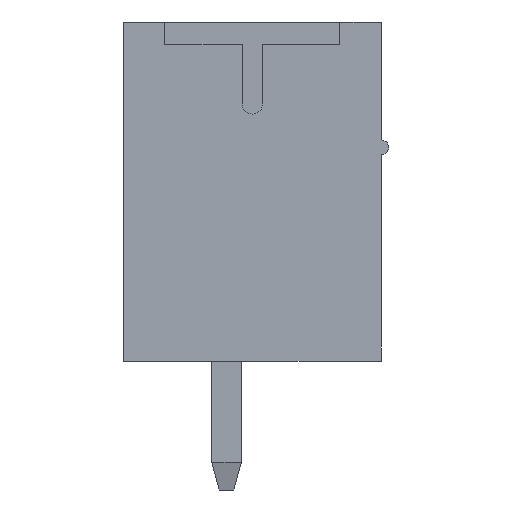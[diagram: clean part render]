
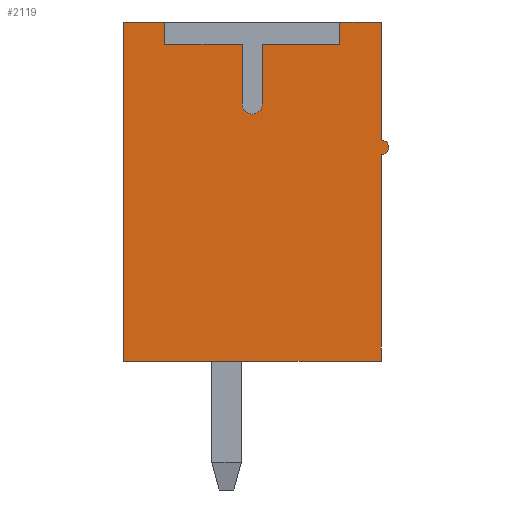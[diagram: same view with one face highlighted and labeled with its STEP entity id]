
A CAD part, left-side view. The second image highlights one B-rep face of the part: STEP entity #2119.
In plain terms, the highlighted planar face has unit normal (-1, 0, 0).
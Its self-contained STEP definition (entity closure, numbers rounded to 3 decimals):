
#2119 = ADVANCED_FACE( '', ( #4789 ), #4790, .F. );
#4789 = FACE_OUTER_BOUND( '', #8133, .T. );
#4790 = PLANE( '', #8134 );
#8133 = EDGE_LOOP( '', ( #13926, #13927, #13928, #13929, #13930, #13931, #13932, #13933, #13934, #13935, #13936, #13937, #13938, #13939 ) );
#8134 = AXIS2_PLACEMENT_3D( '', #13940, #13941, #13942 );
#13926 = ORIENTED_EDGE( '', *, *, #21951, .T. );
#13927 = ORIENTED_EDGE( '', *, *, #22685, .T. );
#13928 = ORIENTED_EDGE( '', *, *, #20631, .T. );
#13929 = ORIENTED_EDGE( '', *, *, #22019, .T. );
#13930 = ORIENTED_EDGE( '', *, *, #22686, .T. );
#13931 = ORIENTED_EDGE( '', *, *, #22687, .T. );
#13932 = ORIENTED_EDGE( '', *, *, #22688, .T. );
#13933 = ORIENTED_EDGE( '', *, *, #22369, .T. );
#13934 = ORIENTED_EDGE( '', *, *, #22412, .T. );
#13935 = ORIENTED_EDGE( '', *, *, #22689, .T. );
#13936 = ORIENTED_EDGE( '', *, *, #22034, .T. );
#13937 = ORIENTED_EDGE( '', *, *, #22690, .T. );
#13938 = ORIENTED_EDGE( '', *, *, #22691, .T. );
#13939 = ORIENTED_EDGE( '', *, *, #21690, .T. );
#13940 = CARTESIAN_POINT( '', ( -46.165, 0., 2.375 ) );
#13941 = DIRECTION( '', ( 1., 0., 0. ) );
#13942 = DIRECTION( '', ( 0., 0., -1. ) );
#20631 = EDGE_CURVE( '', #24774, #24772, #24775, .T. );
#21690 = EDGE_CURVE( '', #26614, #26615, #26616, .F. );
#21951 = EDGE_CURVE( '', #26615, #27047, #27048, .T. );
#22019 = EDGE_CURVE( '', #24772, #27146, #27148, .T. );
#22034 = EDGE_CURVE( '', #27171, #27172, #27173, .T. );
#22369 = EDGE_CURVE( '', #27734, #27732, #27735, .T. );
#22412 = EDGE_CURVE( '', #27732, #27796, #27798, .T. );
#22685 = EDGE_CURVE( '', #27047, #24774, #28223, .T. );
#22686 = EDGE_CURVE( '', #27146, #28224, #28225, .T. );
#22687 = EDGE_CURVE( '', #28224, #28226, #28227, .T. );
#22688 = EDGE_CURVE( '', #28226, #27734, #28228, .T. );
#22689 = EDGE_CURVE( '', #27796, #27171, #28229, .T. );
#22690 = EDGE_CURVE( '', #27172, #28230, #28231, .T. );
#22691 = EDGE_CURVE( '', #28230, #26614, #28232, .T. );
#24772 = VERTEX_POINT( '', #30913 );
#24774 = VERTEX_POINT( '', #30916 );
#24775 = LINE( '', #30917, #30918 );
#26614 = VERTEX_POINT( '', #33567 );
#26615 = VERTEX_POINT( '', #33568 );
#26616 = CIRCLE( '', #33569, 0.2 );
#27047 = VERTEX_POINT( '', #34196 );
#27048 = LINE( '', #34197, #34198 );
#27146 = VERTEX_POINT( '', #34344 );
#27148 = LINE( '', #34347, #34348 );
#27171 = VERTEX_POINT( '', #34383 );
#27172 = VERTEX_POINT( '', #34384 );
#27173 = LINE( '', #34385, #34386 );
#27732 = VERTEX_POINT( '', #35226 );
#27734 = VERTEX_POINT( '', #35229 );
#27735 = LINE( '', #35230, #35231 );
#27796 = VERTEX_POINT( '', #35321 );
#27798 = LINE( '', #35324, #35325 );
#28223 = LINE( '', #35949, #35950 );
#28224 = VERTEX_POINT( '', #35951 );
#28225 = LINE( '', #35952, #35953 );
#28226 = VERTEX_POINT( '', #35954 );
#28227 = CIRCLE( '', #35955, 0.275 );
#28228 = LINE( '', #35956, #35957 );
#28229 = LINE( '', #35958, #35959 );
#28230 = VERTEX_POINT( '', #35960 );
#28231 = LINE( '', #35961, #35962 );
#28232 = LINE( '', #35963, #35964 );
#30913 = CARTESIAN_POINT( '', ( -46.165, -2.375, 4. ) );
#30916 = CARTESIAN_POINT( '', ( -46.165, -2.375, 4.6 ) );
#30917 = CARTESIAN_POINT( '', ( -46.165, -2.375, 4.6 ) );
#30918 = VECTOR( '', #39658, 1000. );
#33567 = CARTESIAN_POINT( '', ( -46.165, -3.5, 1. ) );
#33568 = CARTESIAN_POINT( '', ( -46.165, -3.5, 1.4 ) );
#33569 = AXIS2_PLACEMENT_3D( '', #40622, #40623, #40624 );
#34196 = CARTESIAN_POINT( '', ( -46.165, -3.5, 4.6 ) );
#34197 = CARTESIAN_POINT( '', ( -46.165, -3.5, 1.4 ) );
#34198 = VECTOR( '', #40866, 1000. );
#34344 = CARTESIAN_POINT( '', ( -46.165, -0.275, 4. ) );
#34347 = CARTESIAN_POINT( '', ( -46.165, -2.375, 4. ) );
#34348 = VECTOR( '', #40925, 1000. );
#34383 = CARTESIAN_POINT( '', ( -46.165, 3.5, 4.6 ) );
#34384 = CARTESIAN_POINT( '', ( -46.165, 3.5, -4.6 ) );
#34385 = CARTESIAN_POINT( '', ( -46.165, 3.5, 4.6 ) );
#34386 = VECTOR( '', #40938, 1000. );
#35226 = CARTESIAN_POINT( '', ( -46.165, 2.375, 4. ) );
#35229 = CARTESIAN_POINT( '', ( -46.165, 0.275, 4. ) );
#35230 = CARTESIAN_POINT( '', ( -46.165, 0.275, 4. ) );
#35231 = VECTOR( '', #41257, 1000. );
#35321 = CARTESIAN_POINT( '', ( -46.165, 2.375, 4.6 ) );
#35324 = CARTESIAN_POINT( '', ( -46.165, 2.375, 4. ) );
#35325 = VECTOR( '', #41294, 1000. );
#35949 = CARTESIAN_POINT( '', ( -46.165, -3.871, 4.6 ) );
#35950 = VECTOR( '', #41536, 1000. );
#35951 = CARTESIAN_POINT( '', ( -46.165, -0.275, 2.375 ) );
#35952 = CARTESIAN_POINT( '', ( -46.165, -0.275, 4. ) );
#35953 = VECTOR( '', #41537, 1000. );
#35954 = CARTESIAN_POINT( '', ( -46.165, 0.275, 2.375 ) );
#35955 = AXIS2_PLACEMENT_3D( '', #41538, #41539, #41540 );
#35956 = CARTESIAN_POINT( '', ( -46.165, 0.275, 2.375 ) );
#35957 = VECTOR( '', #41541, 1000. );
#35958 = CARTESIAN_POINT( '', ( -46.165, 2.375, 4.6 ) );
#35959 = VECTOR( '', #41542, 1000. );
#35960 = CARTESIAN_POINT( '', ( -46.165, -3.5, -4.6 ) );
#35961 = CARTESIAN_POINT( '', ( -46.165, 3.5, -4.6 ) );
#35962 = VECTOR( '', #41543, 1000. );
#35963 = CARTESIAN_POINT( '', ( -46.165, -3.5, -4.6 ) );
#35964 = VECTOR( '', #41544, 1000. );
#39658 = DIRECTION( '', ( 0., 0., -1. ) );
#40622 = CARTESIAN_POINT( '', ( -46.165, -3.5, 1.2 ) );
#40623 = DIRECTION( '', ( 1., 0., 0. ) );
#40624 = DIRECTION( '', ( 0., 0., -1. ) );
#40866 = DIRECTION( '', ( 0., 0., 1. ) );
#40925 = DIRECTION( '', ( 0., 1., 0. ) );
#40938 = DIRECTION( '', ( 0., 0., -1. ) );
#41257 = DIRECTION( '', ( 0., 1., 0. ) );
#41294 = DIRECTION( '', ( 0., 0., 1. ) );
#41536 = DIRECTION( '', ( 0., 1., 0. ) );
#41537 = DIRECTION( '', ( 0., 0., -1. ) );
#41538 = CARTESIAN_POINT( '', ( -46.165, 0., 2.375 ) );
#41539 = DIRECTION( '', ( 1., 0., 0. ) );
#41540 = DIRECTION( '', ( 0., -1., 0. ) );
#41541 = DIRECTION( '', ( 0., 0., 1. ) );
#41542 = DIRECTION( '', ( 0., 1., 0. ) );
#41543 = DIRECTION( '', ( 0., -1., 0. ) );
#41544 = DIRECTION( '', ( 0., 0., 1. ) );
